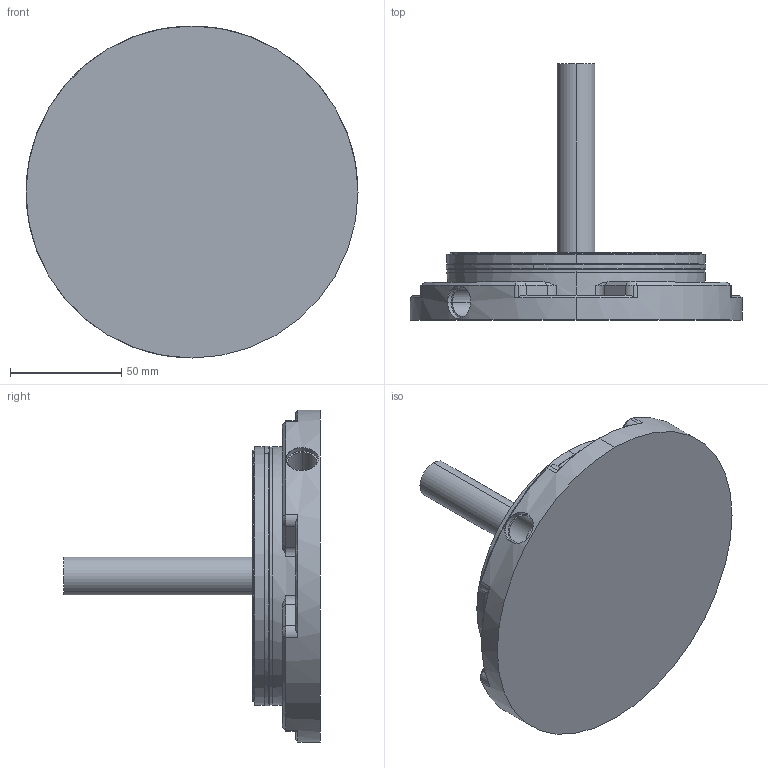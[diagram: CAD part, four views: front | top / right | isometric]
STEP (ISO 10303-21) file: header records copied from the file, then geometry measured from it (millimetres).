
FILE_DESCRIPTION (( 'STEP AP203' ), '1' );
FILE_NAME ('Fixed_Base_Default_sldprt.STEP', '2023-04-28T09:47:08', ( '' ), ( '' ), 'SwSTEP 2.0', 'SolidWorks 2022', '' );
FILE_SCHEMA (( 'CONFIG_CONTROL_DESIGN' ));
Length unit declared in the file: millimetre
Products named in the file (1): Fixed_Base_Default_sldprt
Bounding box: 149 x 115.1 x 149 mm (x, y, z)
Volume: 504322.9 mm3; surface area: 106530 mm2
Topology: 4 solids, 4 shells, 190 faces, 436 edges, 269 vertices
Faces by surface type: cylinder 66, cone 49, plane 45, bspline 30
Entity records: 6811 total; most frequent: CARTESIAN_POINT 2530, DIRECTION 902, ORIENTED_EDGE 872, EDGE_CURVE 436, AXIS2_PLACEMENT_3D 374, VERTEX_POINT 269, CIRCLE 213, EDGE_LOOP 207
